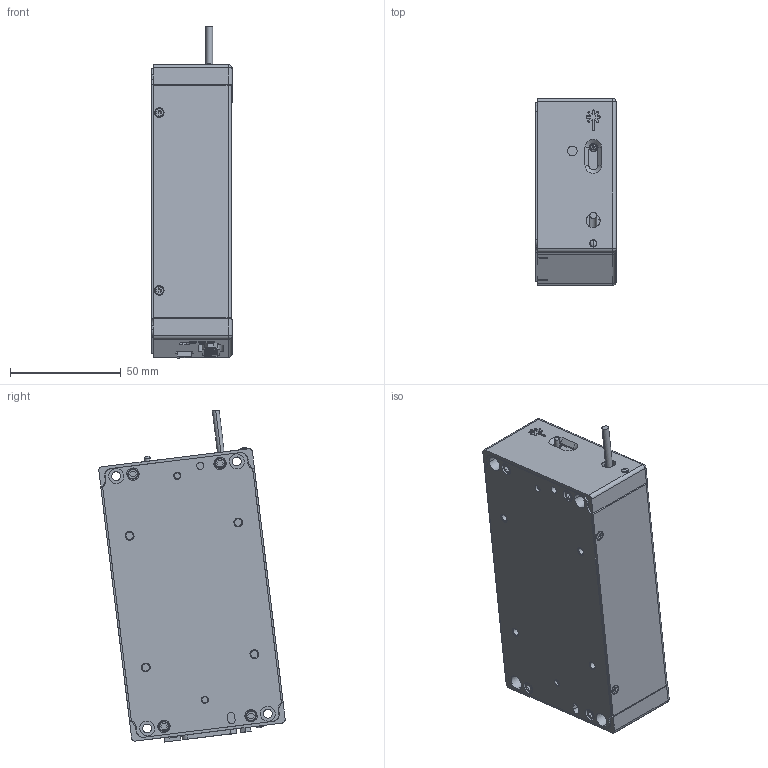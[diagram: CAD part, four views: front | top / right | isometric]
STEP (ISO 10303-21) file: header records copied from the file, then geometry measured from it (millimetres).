
FILE_DESCRIPTION(('CoCreate Modeling STEP Export'),'2;1');
FILE_NAME('1255173-AB-MICRO-X-LASER-HEAD-013113.stp','2013-03-29T17:22:13',(''),(''),'CoCreate Modeling STEP processor for AP214 (Solid Model)','CoCreate Modeling 17.0B 09-Oct-2010 (C) Parametric Technology GmbH','');
FILE_SCHEMA(('AUTOMOTIVE_DESIGN { 1 0 10303 214 1 1 1 1 }'));
Length unit declared in the file: millimetre
Products named in the file (66): 1095674-MMC91771A076-SCREW-FLAT-HEAD-2-56X188.4; 1095674-MMC91771A076-SCREW-FLAT-HEAD-2-56X188.1; 1095674-MMC91771A076-SCREW-FLAT-HEAD-2-56X188.2; 1095674-MMC91771A076-SCREW-FLAT-HEAD-2-56X188.3; 1255794-AA-749-PLP2-250-BIVAR-LED-LENS.3; 1255794-AA-749-PLP2-250-BIVAR-LED-LENS.1; 1255794-AA-749-PLP2-250-BIVAR-LED-LENS.2; 1255911-AA-BOTTOM-PLATE; DOWEL-PIN-1252X250X416SST.1; 1255911-AB-BOTTOM-PLATE; 1255912-AA-TOP-COVER; 1255913-AA-END-PLATE-REAR; ConnectorBoard; C-5749030-1; LED-DIALIGHT.3; p1; p2; a1; 705430001; C-1734753-1; C-130-X_Surface_Mount.3; LC-05-X; fhp-xx-s; FHP-04-02-X-S-LC; T-1S13-X_-03_Straight; TW-08-08-X-D-300-055.1; TW-08-08-X-D-300-055; JackScrew-Keystone-7254; lock_washer_4; NutSmall-4-40; JackScrewSub-KEYSTONE-7255.2; OvercurrentProtectionDevice; 3311ECUB-CHIP; CHIP-1; CHIP-2; CHIP-3; ConnectorBoardSub; 1255914-AA-END-PLATE-FRONT; PemStud; 1255793-749-PLP2-500-BIVAR-LED-LIGHT-PIPE ...
Assembly tree (86 placements, depth 4):
  1095674-MMC91771A076-SCREW-FLAT-HEAD-2-56X188.1
    1095674-MMC91771A076-SCREW-FLAT-HEAD-2-56X188.4
  1095674-MMC91771A076-SCREW-FLAT-HEAD-2-56X188.2
    1095674-MMC91771A076-SCREW-FLAT-HEAD-2-56X188.4
  1095674-MMC91771A076-SCREW-FLAT-HEAD-2-56X188.3
    1095674-MMC91771A076-SCREW-FLAT-HEAD-2-56X188.4
  1095674-MMC91771A076-SCREW-FLAT-HEAD-2-56X188.4
    1095674-MMC91771A076-SCREW-FLAT-HEAD-2-56X188.4
  1255794-AA-749-PLP2-250-BIVAR-LED-LENS.1
    1255794-AA-749-PLP2-250-BIVAR-LED-LENS.3
Bounding box: 36.25 x 84.35 x 150.19 mm (x, y, z)
Volume: 89884.5 mm3; surface area: 83632.5 mm2
Topology: 86 solids, 86 shells, 3895 faces, 9835 edges, 6276 vertices
Faces by surface type: plane 2597, cylinder 952, cone 292, torus 22, sphere 18, bspline 14
Entity records: 79435 total; most frequent: CARTESIAN_POINT 15019, ORIENTED_EDGE 13014, DIRECTION 11536, EDGE_CURVE 6507, VECTOR 4694, LINE 4694, VERTEX_POINT 4222, AXIS2_PLACEMENT_3D 3421
